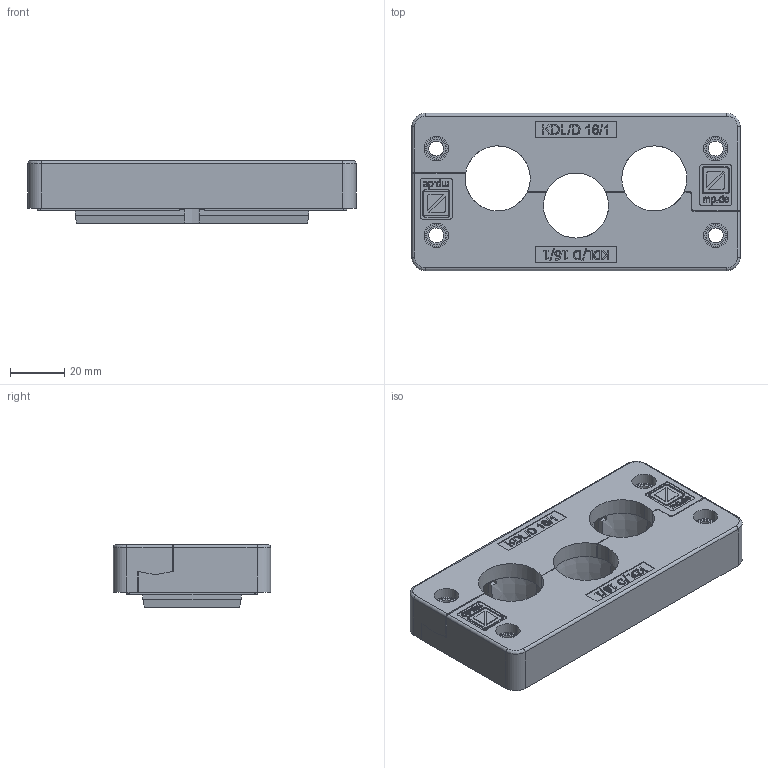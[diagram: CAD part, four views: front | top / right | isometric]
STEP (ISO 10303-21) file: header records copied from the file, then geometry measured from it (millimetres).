
FILE_DESCRIPTION (( 'STEP AP203' ), '1' );
FILE_NAME ('563830.step', '2019-11-21T17:29:44', ( '' ), ( '' ), 'SwSTEP 2.0', 'SolidWorks 2019', '' );
FILE_SCHEMA (( 'CONFIG_CONTROL_DESIGN' ));
Length unit declared in the file: millimetre
Products named in the file (1): 563830
Bounding box: 121 x 58 x 23 mm (x, y, z)
Volume: 95129.7 mm3; surface area: 45061.7 mm2
Topology: 3 solids, 3 shells, 1133 faces, 2955 edges, 1923 vertices
Faces by surface type: plane 603, bspline 303, cylinder 209, cone 18
Entity records: 37903 total; most frequent: CARTESIAN_POINT 11873, ORIENTED_EDGE 5910, DIRECTION 4392, EDGE_CURVE 2955, VERTEX_POINT 1923, VECTOR 1890, LINE 1890, AXIS2_PLACEMENT_3D 1251
